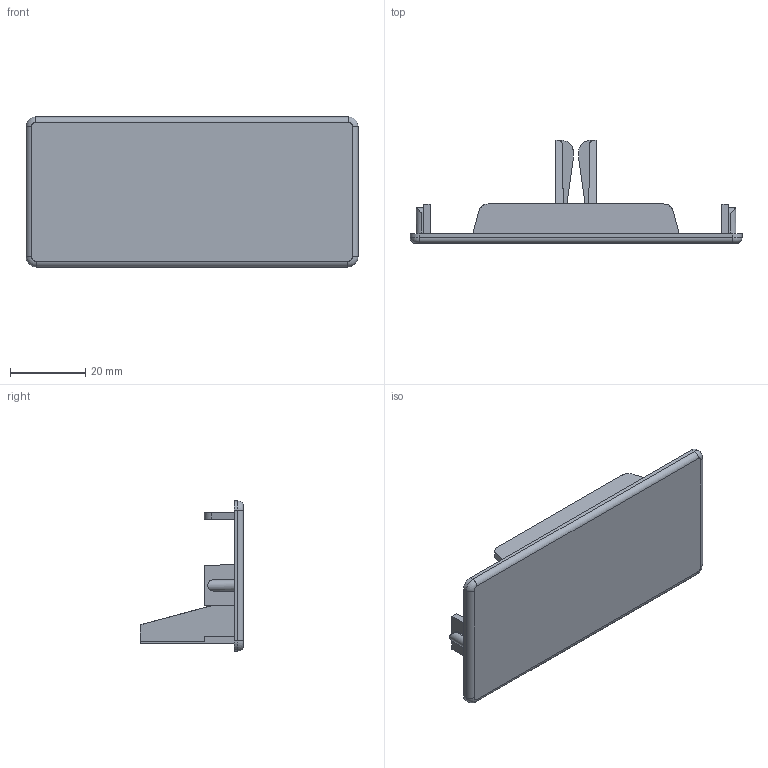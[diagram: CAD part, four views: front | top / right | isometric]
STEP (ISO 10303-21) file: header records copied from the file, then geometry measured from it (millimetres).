
FILE_DESCRIPTION (( 'STEP AP214' ), '1' );
FILE_NAME ('6183743.stp', '2016-10-05T11:23:39', ( '' ), ( '' ), 'SwSTEP 2.0', 'SolidWorks 2016', '' );
FILE_SCHEMA (( 'AUTOMOTIVE_DESIGN' ));
Length unit declared in the file: millimetre
Products named in the file (2): 6183743; Endstueck
Assembly tree (1 placements, depth 2):
  6183743
    Endstueck
Bounding box: 88.5 x 27.5 x 40 mm (x, y, z)
Volume: 11120.1 mm3; surface area: 10364.5 mm2
Topology: 1 solids, 1 shells, 85 faces, 221 edges, 145 vertices
Faces by surface type: plane 59, cylinder 22, torus 4
Entity records: 3772 total; most frequent: CARTESIAN_POINT 746, ORIENTED_EDGE 442, DIRECTION 382, EDGE_CURVE 221, VECTOR 164, LINE 164, VERTEX_POINT 145, AXIS2_PLACEMENT_3D 109
